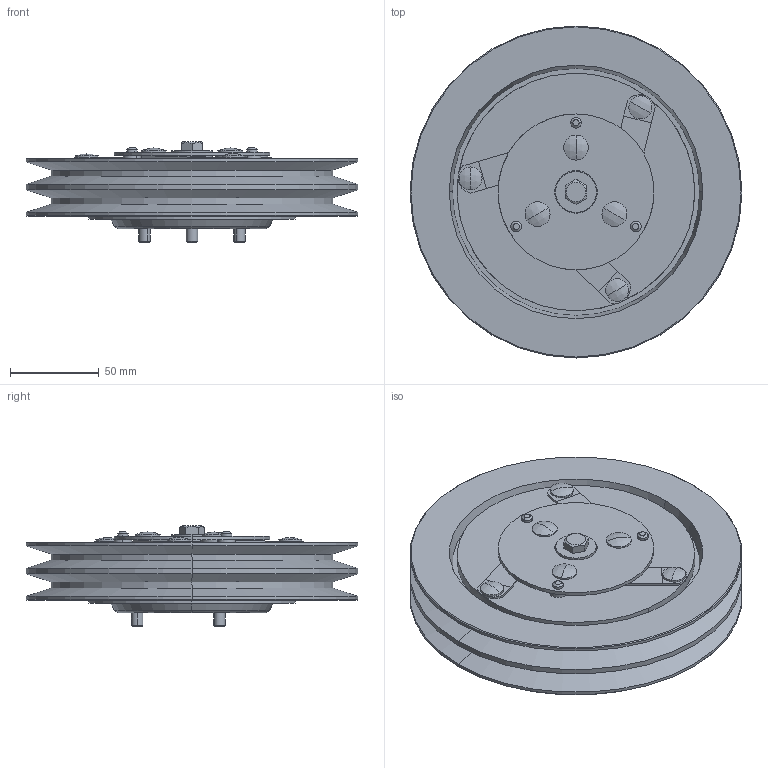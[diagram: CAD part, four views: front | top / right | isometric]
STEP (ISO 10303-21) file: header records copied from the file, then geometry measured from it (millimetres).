
FILE_DESCRIPTION (( 'STEP AP203' ), '1' );
FILE_NAME ('52044100_MA-7_3／8A-2GB_MGCL.STEP', '2019-04-02T05:51:07', ( '' ), ( '' ), 'SwSTEP 2.0', 'SolidWorks 2014', '' );
FILE_SCHEMA (( 'CONFIG_CONTROL_DESIGN' ));
Length unit declared in the file: millimetre
Products named in the file (1): 52044100_MA-7_3／8A-2GB_MGCL
Bounding box: 187.3 x 187.3 x 56.51 mm (x, y, z)
Volume: 766282.8 mm3; surface area: 138836.9 mm2
Topology: 6 solids, 14 shells, 415 faces, 945 edges, 580 vertices
Faces by surface type: cylinder 165, plane 144, cone 66, torus 28, sphere 12
Entity records: 11850 total; most frequent: DIRECTION 2233, CARTESIAN_POINT 2078, ORIENTED_EDGE 1866, EDGE_CURVE 933, AXIS2_PLACEMENT_3D 923, VERTEX_POINT 580, CIRCLE 507, EDGE_LOOP 499
